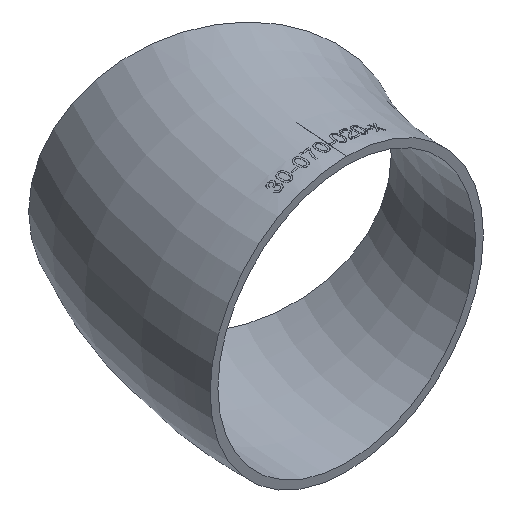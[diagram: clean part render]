
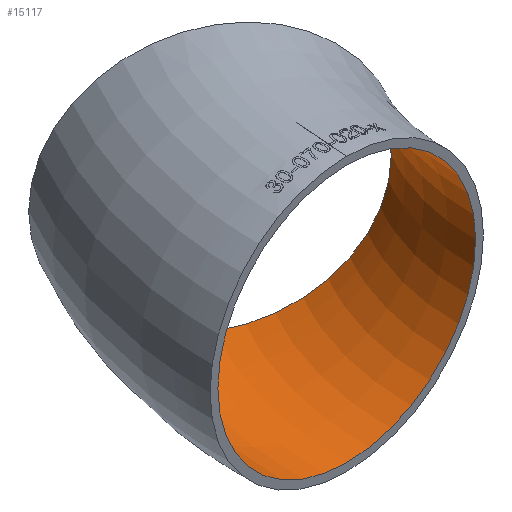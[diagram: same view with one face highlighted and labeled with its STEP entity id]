
A CAD part, isometric view. The second image highlights one B-rep face of the part: STEP entity #15117.
In plain terms, the highlighted toroidal (fillet/blend) face has major radius 92 mm and minor radius 33 mm.
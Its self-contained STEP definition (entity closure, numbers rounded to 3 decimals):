
#1191 = VERTEX_POINT ( 'NONE', #4861 ) ;
#1269 = CIRCLE ( 'NONE', #20568, 33. ) ;
#1373 = TOROIDAL_SURFACE ( 'NONE', #13415, 92., 33. ) ;
#1407 = VERTEX_POINT ( 'NONE', #6386 ) ;
#2654 = DIRECTION ( 'NONE',  ( -0.866, 0.5, 0. ) ) ;
#4790 = FACE_OUTER_BOUND ( 'NONE', #15657, .T. ) ;
#4861 = CARTESIAN_POINT ( 'NONE',  ( -108.253, 62.5, 0. ) ) ;
#5288 = ORIENTED_EDGE ( 'NONE', *, *, #8938, .T. ) ;
#6386 = CARTESIAN_POINT ( 'NONE',  ( -92., 0., 33. ) ) ;
#6420 = FACE_OUTER_BOUND ( 'NONE', #8640, .T. ) ;
#6460 = CIRCLE ( 'NONE', #11947, 33. ) ;
#8417 = ORIENTED_EDGE ( 'NONE', *, *, #10763, .F. ) ;
#8640 = EDGE_LOOP ( 'NONE', ( #5288 ) ) ;
#8938 = EDGE_CURVE ( 'NONE', #1191, #1191, #1269, .T. ) ;
#9323 = DIRECTION ( 'NONE',  ( 0., 1., 0. ) ) ;
#9333 = CARTESIAN_POINT ( 'NONE',  ( -79.674, 46., 0. ) ) ;
#10763 = EDGE_CURVE ( 'NONE', #1407, #1407, #6460, .T. ) ;
#11947 = AXIS2_PLACEMENT_3D ( 'NONE', #20756, #9323, #12457 ) ;
#12457 = DIRECTION ( 'NONE',  ( 0., 0., 1. ) ) ;
#13290 = DIRECTION ( 'NONE',  ( -1., 0., 0. ) ) ;
#13415 = AXIS2_PLACEMENT_3D ( 'NONE', #18148, #19749, #13290 ) ;
#15117 = ADVANCED_FACE ( 'NONE', ( #6420, #4790 ), #1373, .F. ) ;
#15657 = EDGE_LOOP ( 'NONE', ( #8417 ) ) ;
#16119 = DIRECTION ( 'NONE',  ( 0.5, 0.866, 0. ) ) ;
#18148 = CARTESIAN_POINT ( 'NONE',  ( 0., 0., 0. ) ) ;
#19749 = DIRECTION ( 'NONE',  ( 0., 0., -1. ) ) ;
#20568 = AXIS2_PLACEMENT_3D ( 'NONE', #9333, #16119, #2654 ) ;
#20756 = CARTESIAN_POINT ( 'NONE',  ( -92., 0., 0. ) ) ;
